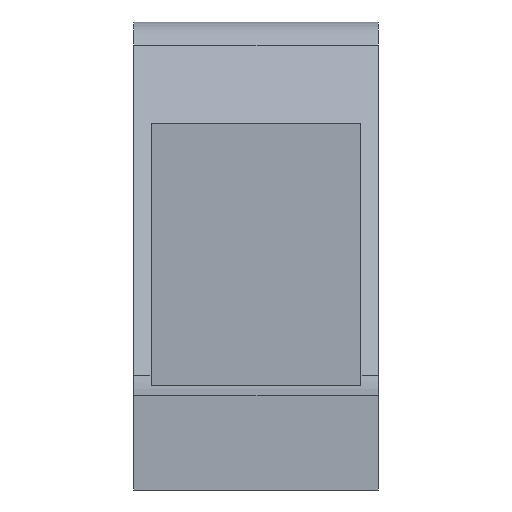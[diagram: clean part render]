
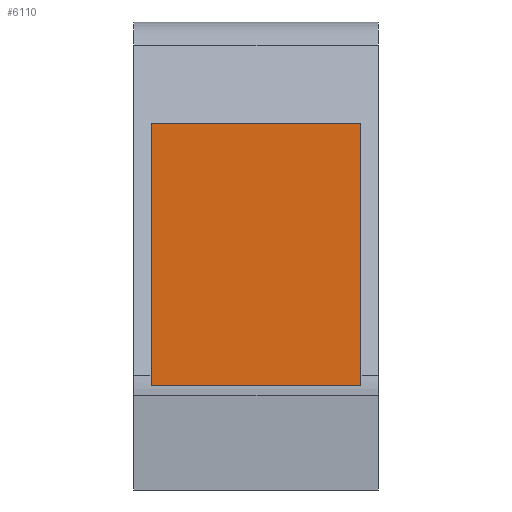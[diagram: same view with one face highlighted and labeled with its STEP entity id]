
A CAD part, left-side view. The second image highlights one B-rep face of the part: STEP entity #6110.
In plain terms, the highlighted face is planar.
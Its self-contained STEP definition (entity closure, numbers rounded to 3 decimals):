
#3270=CARTESIAN_POINT('',(-12.,0.,144.));
#3280=DIRECTION('',(0.,-1.,0.));
#3290=VECTOR('',#3280,1.);
#3300=LINE('',#3270,#3290);
#3310=CARTESIAN_POINT('',(-12.,12.,144.));
#3320=VERTEX_POINT('',#3310);
#3330=CARTESIAN_POINT('',(-12.,-12.,144.));
#3340=VERTEX_POINT('',#3330);
#3350=EDGE_CURVE('',#3320,#3340,#3300,.T.);
#5010=CARTESIAN_POINT('',(0.,12.,144.));
#5020=DIRECTION('',(1.,0.,0.));
#5030=VECTOR('',#5020,1.);
#5040=LINE('',#5010,#5030);
#5050=CARTESIAN_POINT('',(-41.893,12.,144.));
#5060=VERTEX_POINT('',#5050);
#5070=EDGE_CURVE('',#5060,#3320,#5040,.T.);
#5700=CARTESIAN_POINT('',(-41.893,0.,144.));
#5710=DIRECTION('',(0.,1.,0.));
#5720=VECTOR('',#5710,1.);
#5730=LINE('',#5700,#5720);
#5740=CARTESIAN_POINT('',(-41.893,-12.,144.));
#5750=VERTEX_POINT('',#5740);
#5760=EDGE_CURVE('',#5750,#5060,#5730,.T.);
#5950=CARTESIAN_POINT('',(-46.067,12.24,144.));
#5960=DIRECTION('',(0.,0.,-1.));
#5970=DIRECTION('',(1.,0.,0.));
#5980=AXIS2_PLACEMENT_3D('',#5950,#5960,#5970);
#5990=PLANE('',#5980);
#6000=ORIENTED_EDGE('',*,*,#5760,.F.);
#6010=ORIENTED_EDGE('',*,*,#5070,.F.);
#6020=ORIENTED_EDGE('',*,*,#3350,.F.);
#6030=CARTESIAN_POINT('',(0.,-12.,144.));
#6040=DIRECTION('',(-1.,0.,0.));
#6050=VECTOR('',#6040,1.);
#6060=LINE('',#6030,#6050);
#6070=EDGE_CURVE('',#3340,#5750,#6060,.T.);
#6080=ORIENTED_EDGE('',*,*,#6070,.F.);
#6090=EDGE_LOOP('',(#6080,#6020,#6010,#6000));
#6100=FACE_OUTER_BOUND('',#6090,.T.);
#6110=ADVANCED_FACE('',(#6100),#5990,.F.);
